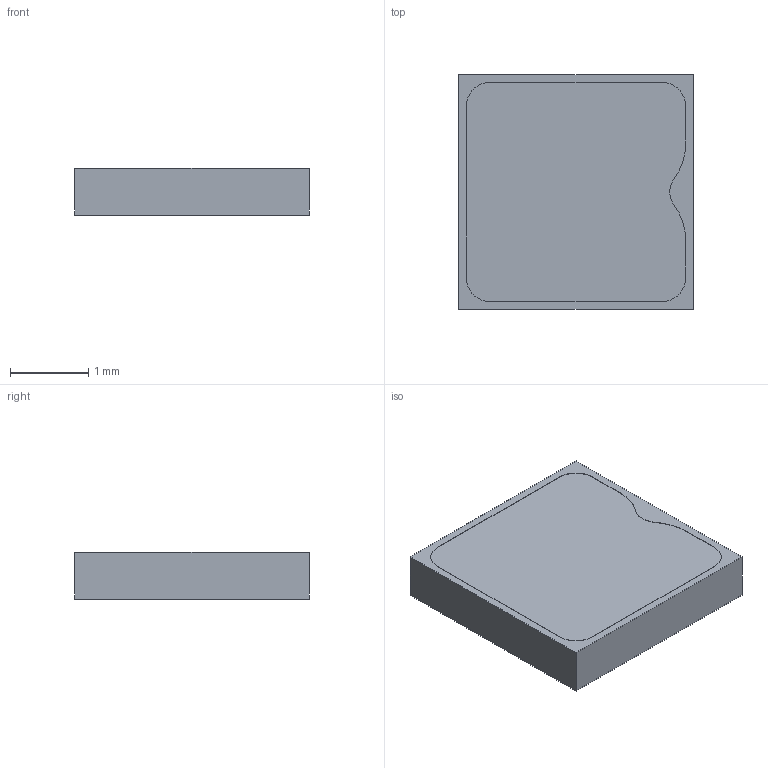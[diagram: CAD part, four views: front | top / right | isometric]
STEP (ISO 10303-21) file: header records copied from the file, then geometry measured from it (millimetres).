
FILE_DESCRIPTION(/* description */ (''),/* implementation_level */ '2;1');
FILE_NAME(/* name */ 'SunLike_LED_S1S0 v4.step',/* time_stamp */ '2021-03-26T19:46:40-07:00',/* author */ (''),/* organization */ (''),/* preprocessor_version */ 'ST-DEVELOPER v18.1',/* originating_system */ 'Autodesk Translation Framework v9.10.0.1330',/* authorisation */ '');
FILE_SCHEMA (('AUTOMOTIVE_DESIGN { 1 0 10303 214 3 1 1 }'));
Length unit declared in the file: millimetre
Products named in the file (4): SunLike_LED_S1S0; Body; Element; Pads
Assembly tree (3 placements, depth 2):
  SunLike_LED_S1S0
    Body
    Element
    Pads
Bounding box: 3 x 3 x 0.61 mm (x, y, z)
Volume: 5.4 mm3; surface area: 53.7 mm2
Topology: 4 solids, 4 shells, 79 faces, 204 edges, 136 vertices
Faces by surface type: plane 41, cylinder 38
Entity records: 2582 total; most frequent: DIRECTION 454, CARTESIAN_POINT 427, ORIENTED_EDGE 408, EDGE_CURVE 204, AXIS2_PLACEMENT_3D 163, VERTEX_POINT 136, LINE 128, VECTOR 128
